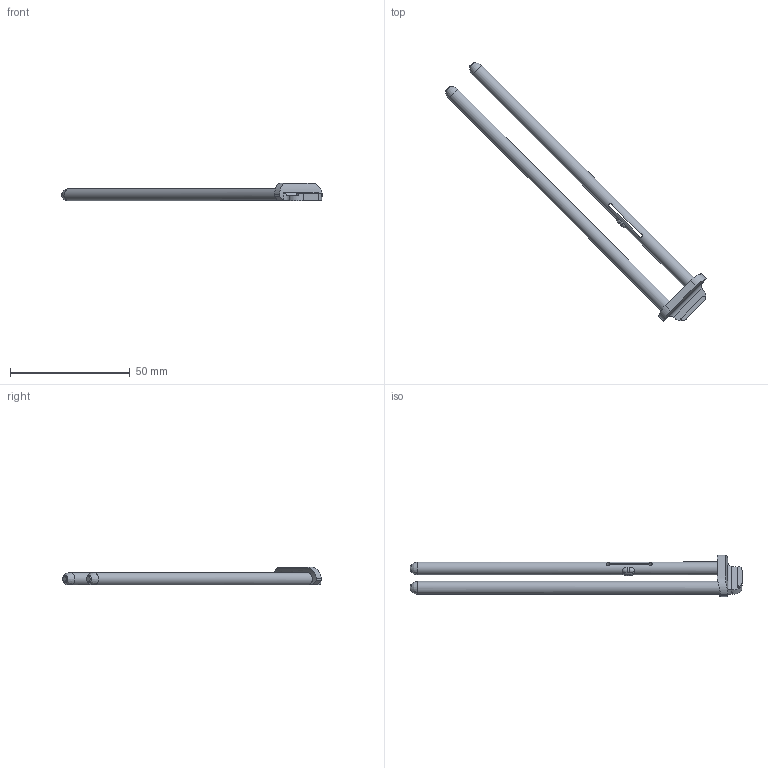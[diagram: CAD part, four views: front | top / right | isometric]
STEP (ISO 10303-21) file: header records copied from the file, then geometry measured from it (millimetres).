
FILE_DESCRIPTION(/* description */ (''),/* implementation_level */ '2;1');
FILE_NAME(/* name */ 'Caddy-B_F3-01_039 (pins).step',/* time_stamp */ '2022-05-08T18:00:03-04:00',/* author */ (''),/* organization */ (''),/* preprocessor_version */ 'ST-DEVELOPER v18.1',/* originating_system */ 'Autodesk Translation Framework v10.14.0.1471',/* authorisation */ '');
FILE_SCHEMA (('AUTOMOTIVE_DESIGN { 1 0 10303 214 3 1 1 }'));
Length unit declared in the file: millimetre
Products named in the file (1): (Unsaved)
Bounding box: 108.61 x 107.9 x 7.5 mm (x, y, z)
Volume: 6487.4 mm3; surface area: 5262.2 mm2
Topology: 1 solids, 1 shells, 63 faces, 174 edges, 114 vertices
Faces by surface type: plane 28, cylinder 25, bspline 6, torus 2, cone 2
Entity records: 2419 total; most frequent: CARTESIAN_POINT 802, ORIENTED_EDGE 348, DIRECTION 316, EDGE_CURVE 174, VERTEX_POINT 114, AXIS2_PLACEMENT_3D 114, LINE 88, VECTOR 88
